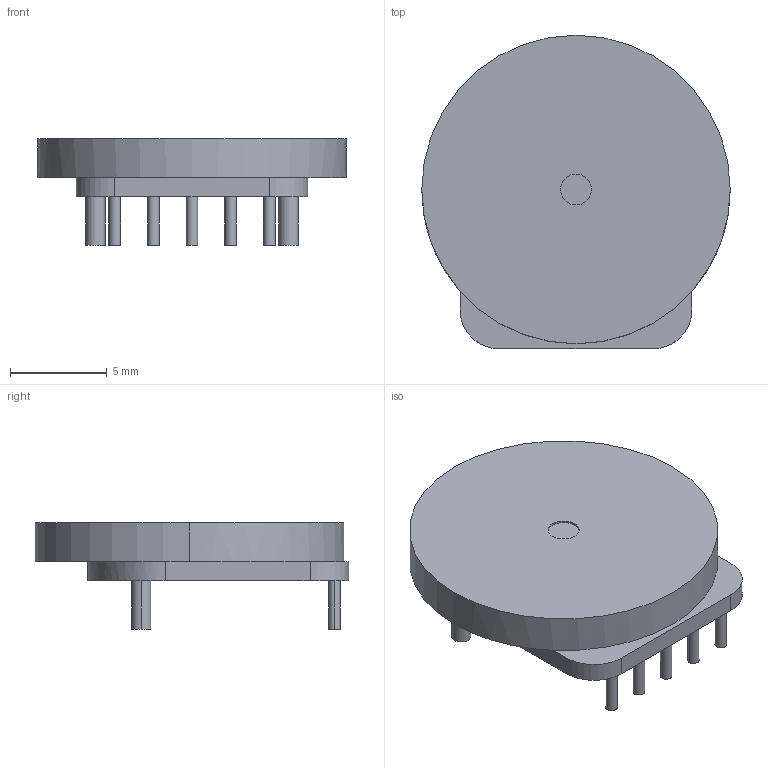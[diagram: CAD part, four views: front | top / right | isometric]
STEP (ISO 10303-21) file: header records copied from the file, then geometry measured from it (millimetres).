
FILE_DESCRIPTION (( 'STEP AP214' ), '1' );
FILE_NAME ('RK10J.STEP', '2020-07-11T07:09:15', ( '' ), ( '' ), 'SwSTEP 2.0', 'SolidWorks 2020', '' );
FILE_SCHEMA (( 'AUTOMOTIVE_DESIGN' ));
Length unit declared in the file: millimetre
Products named in the file (1): RK10J
Bounding box: 15.96 x 16.22 x 5.5 mm (x, y, z)
Volume: 557.5 mm3; surface area: 608.3 mm2
Topology: 1 solids, 1 shells, 37 faces, 79 edges, 52 vertices
Faces by surface type: cylinder 20, plane 15, bspline 2
Entity records: 1605 total; most frequent: CARTESIAN_POINT 336, DIRECTION 186, ORIENTED_EDGE 158, EDGE_CURVE 79, AXIS2_PLACEMENT_3D 78, VERTEX_POINT 52, EDGE_LOOP 45, CIRCLE 42
